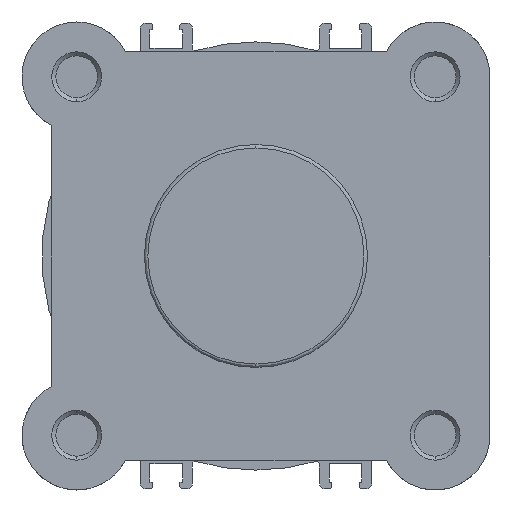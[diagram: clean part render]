
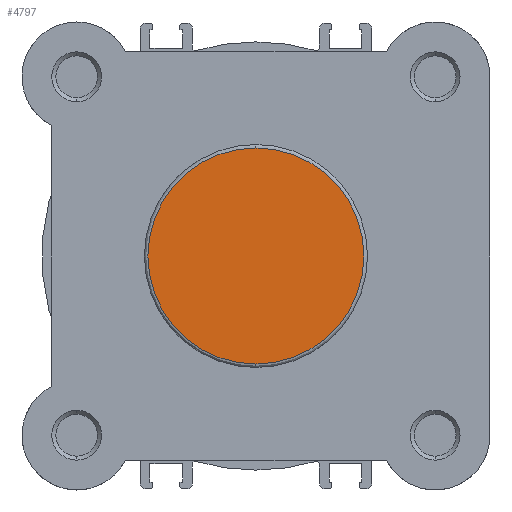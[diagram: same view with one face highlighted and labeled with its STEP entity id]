
A CAD part, left-side view. The second image highlights one B-rep face of the part: STEP entity #4797.
In plain terms, the highlighted planar face has unit normal (-1, 0, 0).
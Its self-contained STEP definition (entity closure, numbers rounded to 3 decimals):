
#294 = EDGE_CURVE ( 'NONE', #2481, #2480, #5677, .T. ) ;
#354 = EDGE_CURVE ( 'NONE', #2480, #2481, #5761, .T. ) ;
#796 = AXIS2_PLACEMENT_3D ( 'NONE', #6247, #6248, #6249 ) ;
#831 = AXIS2_PLACEMENT_3D ( 'NONE', #6395, #6402, #6403 ) ;
#1142 = AXIS2_PLACEMENT_3D ( 'NONE', #4162, #4166, #4167 ) ;
#2050 = FACE_OUTER_BOUND ( 'NONE', #7223, .T. ) ;
#2480 = VERTEX_POINT ( 'NONE', #3111 ) ;
#2481 = VERTEX_POINT ( 'NONE', #3112 ) ;
#2841 = ORIENTED_EDGE ( 'NONE', *, *, #354, .T. ) ;
#2867 = ORIENTED_EDGE ( 'NONE', *, *, #294, .T. ) ;
#3111 = CARTESIAN_POINT ( 'NONE',  ( 0., 0., -21.7 ) ) ;
#3112 = CARTESIAN_POINT ( 'NONE',  ( 0., 0., 21.7 ) ) ;
#4162 = CARTESIAN_POINT ( 'NONE',  ( 0., 22.4, 0. ) ) ;
#4163 = PLANE ( 'NONE',  #1142 ) ;
#4166 = DIRECTION ( 'NONE',  ( 1., 0., 0. ) ) ;
#4167 = DIRECTION ( 'NONE',  ( 0., 0., -1. ) ) ;
#4797 = ADVANCED_FACE ( 'NONE', ( #2050 ), #4163, .F. ) ;
#5677 = CIRCLE ( 'NONE', #796, 21.7 ) ;
#5761 = CIRCLE ( 'NONE', #831, 21.7 ) ;
#6247 = CARTESIAN_POINT ( 'NONE',  ( 0., 0., 0. ) ) ;
#6248 = DIRECTION ( 'NONE',  ( -1., 0., 0. ) ) ;
#6249 = DIRECTION ( 'NONE',  ( 0., 0., -1. ) ) ;
#6395 = CARTESIAN_POINT ( 'NONE',  ( 0., 0., 0. ) ) ;
#6402 = DIRECTION ( 'NONE',  ( -1., 0., 0. ) ) ;
#6403 = DIRECTION ( 'NONE',  ( 0., 0., -1. ) ) ;
#7223 = EDGE_LOOP ( 'NONE', ( #2841, #2867 ) ) ;
